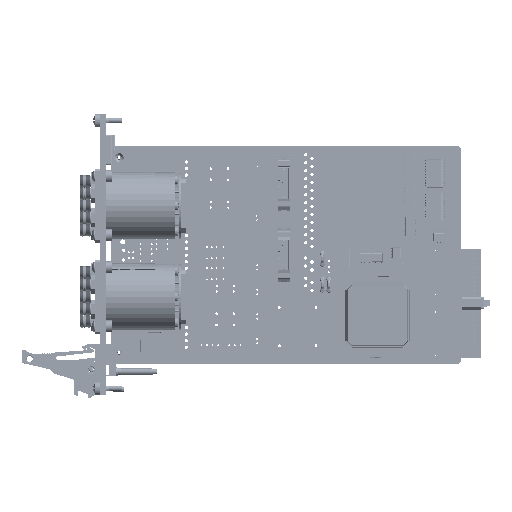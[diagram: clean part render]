
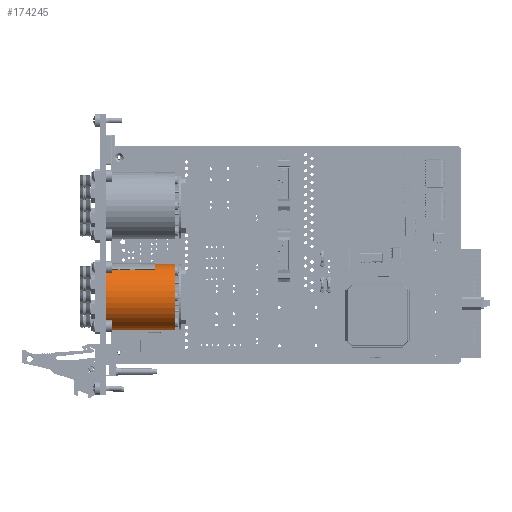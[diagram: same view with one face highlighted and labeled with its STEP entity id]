
A CAD part, top view. The second image highlights one B-rep face of the part: STEP entity #174245.
In plain terms, the highlighted cylindrical face has radius 15.25 mm (diameter 30.5 mm), a full revolution.
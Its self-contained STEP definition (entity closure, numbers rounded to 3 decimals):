
#30637 = CARTESIAN_POINT ( 'NONE',  ( -114.021, -20.651, 39.266 ) ) ;
#30641 = DIRECTION ( 'NONE',  ( 1., 0., 0. ) ) ;
#30645 = DIRECTION ( 'NONE',  ( 0., -1., 0. ) ) ;
#35378 = LINE ( 'NONE', #63398, #35391 ) ;
#35391 = VECTOR ( 'NONE', #63403, 1000. ) ;
#35787 = CIRCLE ( 'NONE', #41046, 15.25 ) ;
#40502 = AXIS2_PLACEMENT_3D ( 'NONE', #294417, #294421, #294423 ) ;
#41046 = AXIS2_PLACEMENT_3D ( 'NONE', #64129, #64132, #64135 ) ;
#42196 = AXIS2_PLACEMENT_3D ( 'NONE', #71095, #71098, #71101 ) ;
#42547 = EDGE_LOOP ( 'NONE', ( #226937, #226895, #226883, #226915 ) ) ;
#42568 = AXIS2_PLACEMENT_3D ( 'NONE', #30637, #30641, #30645 ) ;
#56537 = LINE ( 'NONE', #293840, #56590 ) ;
#56590 = VECTOR ( 'NONE', #293859, 1000. ) ;
#57023 = CIRCLE ( 'NONE', #40502, 15.25 ) ;
#60196 = AXIS2_PLACEMENT_3D ( 'NONE', #61548, #61517, #61562 ) ;
#61517 = DIRECTION ( 'NONE',  ( -1., 0., 0. ) ) ;
#61548 = CARTESIAN_POINT ( 'NONE',  ( -104.661, -20.651, 39.266 ) ) ;
#61562 = DIRECTION ( 'NONE',  ( 0., -1., 0. ) ) ;
#62988 = FACE_OUTER_BOUND ( 'NONE', #120956, .T. ) ;
#62990 = FACE_BOUND ( 'NONE', #42547, .T. ) ;
#63000 = FACE_OUTER_BOUND ( 'NONE', #119927, .T. ) ;
#63034 = CYLINDRICAL_SURFACE ( 'NONE', #60196, 15.25 ) ;
#63398 = CARTESIAN_POINT ( 'NONE',  ( -114.021, -8.151, 48.002 ) ) ;
#63403 = DIRECTION ( 'NONE',  ( -1., 0., 0. ) ) ;
#64129 = CARTESIAN_POINT ( 'NONE',  ( -104.861, -20.651, 39.266 ) ) ;
#64132 = DIRECTION ( 'NONE',  ( -1., 0., 0. ) ) ;
#64135 = DIRECTION ( 'NONE',  ( 0., 1., 0. ) ) ;
#71095 = CARTESIAN_POINT ( 'NONE',  ( -138.961, -20.651, 39.266 ) ) ;
#71098 = DIRECTION ( 'NONE',  ( 1., 0., 0. ) ) ;
#71101 = DIRECTION ( 'NONE',  ( 0., 1., 0. ) ) ;
#71338 = CARTESIAN_POINT ( 'NONE',  ( -138.961, -5.401, 39.266 ) ) ;
#79268 = VERTEX_POINT ( 'NONE', #270027 ) ;
#79307 = VERTEX_POINT ( 'NONE', #270041 ) ;
#79313 = VERTEX_POINT ( 'NONE', #270042 ) ;
#79335 = VERTEX_POINT ( 'NONE', #270048 ) ;
#119927 = EDGE_LOOP ( 'NONE', ( #226971 ) ) ;
#120956 = EDGE_LOOP ( 'NONE', ( #226870 ) ) ;
#139508 = CIRCLE ( 'NONE', #42196, 15.25 ) ;
#140621 = CIRCLE ( 'NONE', #42568, 15.25 ) ;
#174245 = ADVANCED_FACE ( 'NONE', ( #63000, #62988, #62990 ), #63034, .T. ) ;
#200444 = EDGE_CURVE ( 'NONE', #79335, #79307, #56537, .T. ) ;
#200642 = EDGE_CURVE ( 'NONE', #79307, #79268, #57023, .T. ) ;
#201933 = EDGE_CURVE ( 'NONE', #79313, #79268, #35378, .T. ) ;
#202253 = EDGE_CURVE ( 'NONE', #295496, #295496, #35787, .T. ) ;
#206185 = EDGE_CURVE ( 'NONE', #296232, #296232, #139508, .T. ) ;
#206854 = EDGE_CURVE ( 'NONE', #79335, #79313, #140621, .T. ) ;
#226870 = ORIENTED_EDGE ( 'NONE', *, *, #202253, .T. ) ;
#226883 = ORIENTED_EDGE ( 'NONE', *, *, #200642, .F. ) ;
#226895 = ORIENTED_EDGE ( 'NONE', *, *, #201933, .T. ) ;
#226915 = ORIENTED_EDGE ( 'NONE', *, *, #200444, .F. ) ;
#226937 = ORIENTED_EDGE ( 'NONE', *, *, #206854, .T. ) ;
#226971 = ORIENTED_EDGE ( 'NONE', *, *, #206185, .T. ) ;
#270027 = CARTESIAN_POINT ( 'NONE',  ( -135.021, -8.151, 48.002 ) ) ;
#270041 = CARTESIAN_POINT ( 'NONE',  ( -135.021, -31.545, 28.594 ) ) ;
#270042 = CARTESIAN_POINT ( 'NONE',  ( -114.021, -8.151, 48.002 ) ) ;
#270048 = CARTESIAN_POINT ( 'NONE',  ( -114.021, -31.545, 28.594 ) ) ;
#280449 = CARTESIAN_POINT ( 'NONE',  ( -104.861, -5.401, 39.266 ) ) ;
#293840 = CARTESIAN_POINT ( 'NONE',  ( -114.021, -31.545, 28.594 ) ) ;
#293859 = DIRECTION ( 'NONE',  ( -1., 0., 0. ) ) ;
#294417 = CARTESIAN_POINT ( 'NONE',  ( -135.021, -20.651, 39.266 ) ) ;
#294421 = DIRECTION ( 'NONE',  ( 1., 0., 0. ) ) ;
#294423 = DIRECTION ( 'NONE',  ( 0., -1., 0. ) ) ;
#295496 = VERTEX_POINT ( 'NONE', #280449 ) ;
#296232 = VERTEX_POINT ( 'NONE', #71338 ) ;
